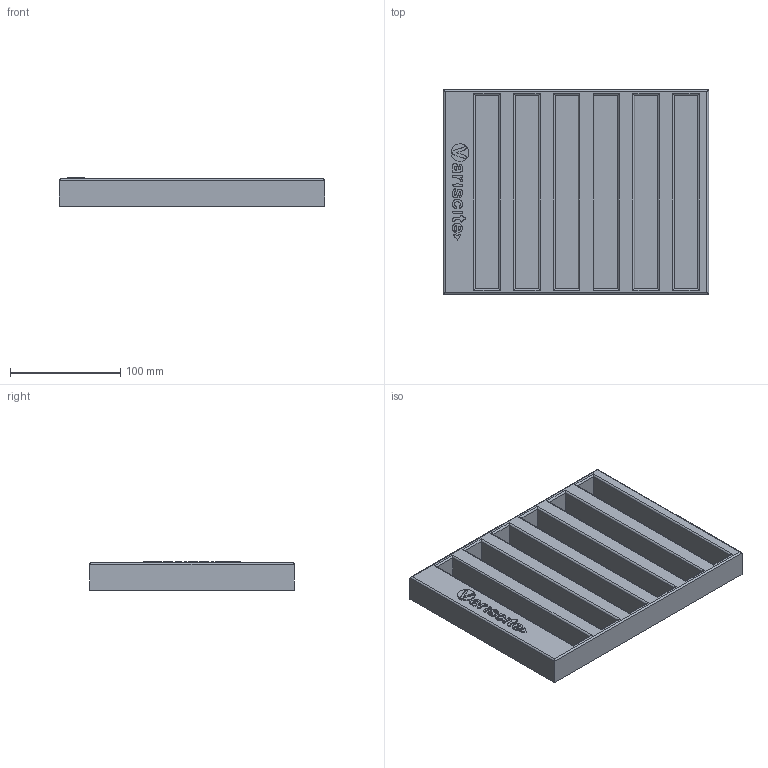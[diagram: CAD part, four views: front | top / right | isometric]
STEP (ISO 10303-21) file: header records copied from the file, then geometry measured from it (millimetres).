
FILE_DESCRIPTION(/* description */ ('STEP AP242','CAx-IF Rec.Pracs.---Representation and Presentation of Product Manufacturing Information (PMI)---4.0---2014-10-13','CAx-IF Rec.Pracs.---3D Tessellated Geometry---0.4---2014-09-14','2;1'),/* implementation_level */ '2;1');
FILE_NAME(/* name */ '67b2603b3ed6267fcff90c0e',/* time_stamp */ '2025-02-16T22:01:32Z',/* author */ (''),/* organization */ (''),/* preprocessor_version */ 'ST-DEVELOPER v20',/* originating_system */ 'ONSHAPE BY PTC INC, 1.193',/* authorisation */ ' ');
FILE_SCHEMA (('AP242_MANAGED_MODEL_BASED_3D_ENGINEERING_MIM_LF { 1 0 10303 442 1 1 4 }'));
Length unit declared in the file: metre
Products named in the file (11): Part 7; Magazin; Part 2; Part 3; Part 4; Part 5; Part 6; Part 8; Part 9; Part 10; Part 11
Bounding box: 240 x 185 x 26 mm (x, y, z)
Volume: 601716.2 mm3; surface area: 163337.8 mm2
Topology: 11 solids, 11 shells, 454 faces, 1250 edges, 824 vertices
Faces by surface type: cylinder 388, plane 66
Entity records: 15129 total; most frequent: DIRECTION 2928, CARTESIAN_POINT 2539, ORIENTED_EDGE 2500, EDGE_CURVE 1250, AXIS2_PLACEMENT_3D 1213, VERTEX_POINT 824, CIRCLE 720, LINE 502
